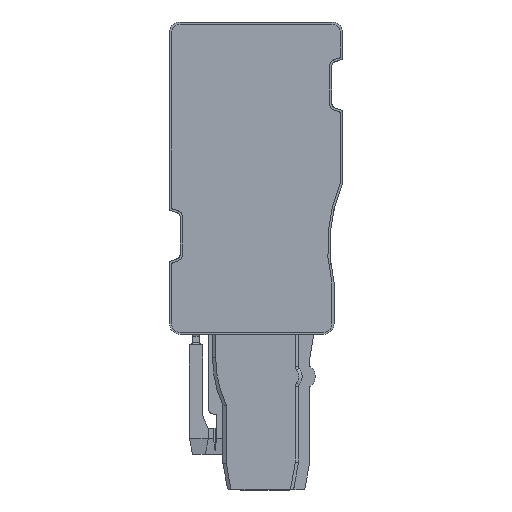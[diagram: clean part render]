
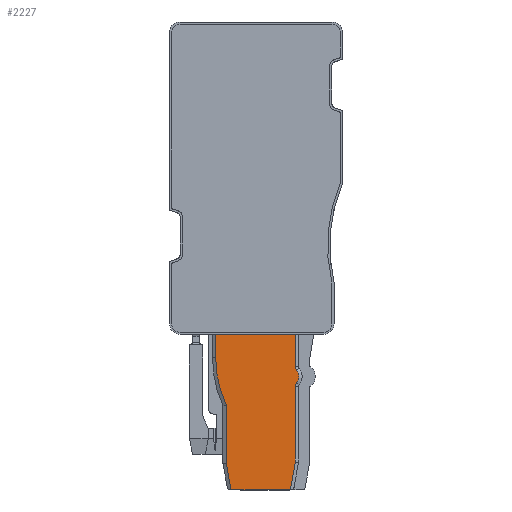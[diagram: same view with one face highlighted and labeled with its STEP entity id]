
A CAD part, left-side view. The second image highlights one B-rep face of the part: STEP entity #2227.
In plain terms, the highlighted planar face has unit normal (-1, 0, 0).
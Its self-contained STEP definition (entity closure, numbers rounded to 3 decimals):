
#506=AXIS2_PLACEMENT_3D('Circle Axis2P3D',#504,#505,$) ;
#533=AXIS2_PLACEMENT_3D('Circle Axis2P3D',#531,#532,$) ;
#556=AXIS2_PLACEMENT_3D('Circle Axis2P3D',#554,#555,$) ;
#1345=AXIS2_PLACEMENT_3D('Circle Axis2P3D',#1343,#1344,$) ;
#2199=AXIS2_PLACEMENT_3D('Plane Axis2P3D',#2196,#2197,#2198) ;
#354=CARTESIAN_POINT('Vertex',(0.7,4.971,0.)) ;
#357=CARTESIAN_POINT('Line Origine',(0.7,7.808,0.)) ;
#361=CARTESIAN_POINT('Vertex',(0.7,10.645,0.)) ;
#412=CARTESIAN_POINT('Vertex',(0.7,4.5,2.67)) ;
#415=CARTESIAN_POINT('Line Origine',(0.7,4.027,5.351)) ;
#453=CARTESIAN_POINT('Vertex',(0.7,4.5,9.862)) ;
#458=CARTESIAN_POINT('Line Origine',(0.7,4.5,7.425)) ;
#501=CARTESIAN_POINT('Vertex',(0.7,4.36,10.247)) ;
#504=CARTESIAN_POINT('Axis2P3D Location',(0.7,3.9,9.862)) ;
#528=CARTESIAN_POINT('Vertex',(0.7,4.36,11.403)) ;
#531=CARTESIAN_POINT('Axis2P3D Location',(0.7,5.05,10.825)) ;
#554=CARTESIAN_POINT('Axis2P3D Location',(0.7,3.9,11.788)) ;
#558=CARTESIAN_POINT('Vertex',(0.7,4.5,11.788)) ;
#1262=CARTESIAN_POINT('Line Origine',(0.7,11.955,7.425)) ;
#1266=CARTESIAN_POINT('Vertex',(0.7,11.1,2.578)) ;
#1303=CARTESIAN_POINT('Line Origine',(0.7,11.1,7.425)) ;
#1307=CARTESIAN_POINT('Vertex',(0.7,11.1,8.116)) ;
#1343=CARTESIAN_POINT('Axis2P3D Location',(0.7,1.4,12.633)) ;
#1347=CARTESIAN_POINT('Vertex',(0.7,12.1,12.633)) ;
#2180=CARTESIAN_POINT('Vertex',(0.7,12.1,14.85)) ;
#2183=CARTESIAN_POINT('Line Origine',(0.7,12.1,7.425)) ;
#2196=CARTESIAN_POINT('Axis2P3D Location',(0.7,7.5,14.85)) ;
#2201=CARTESIAN_POINT('Line Origine',(0.7,4.5,13.319)) ;
#2205=CARTESIAN_POINT('Vertex',(0.7,4.5,14.85)) ;
#2208=CARTESIAN_POINT('Line Origine',(0.7,8.3,14.85)) ;
#358=DIRECTION('Vector Direction',(0.,1.,0.)) ;
#416=DIRECTION('Vector Direction',(0.,-0.174,0.985)) ;
#459=DIRECTION('Vector Direction',(0.,0.,1.)) ;
#505=DIRECTION('Axis2P3D Direction',(1.,0.,0.)) ;
#532=DIRECTION('Axis2P3D Direction',(1.,0.,0.)) ;
#555=DIRECTION('Axis2P3D Direction',(1.,0.,0.)) ;
#1263=DIRECTION('Vector Direction',(0.,-0.174,-0.985)) ;
#1304=DIRECTION('Vector Direction',(0.,0.,1.)) ;
#1344=DIRECTION('Axis2P3D Direction',(1.,0.,0.)) ;
#2184=DIRECTION('Vector Direction',(0.,0.,-1.)) ;
#2197=DIRECTION('Axis2P3D Direction',(1.,0.,-0.)) ;
#2198=DIRECTION('Axis2P3D XDirection',(0.,1.,0.)) ;
#2202=DIRECTION('Vector Direction',(0.,0.,1.)) ;
#2209=DIRECTION('Vector Direction',(0.,1.,0.)) ;
#359=VECTOR('Line Direction',#358,1.) ;
#417=VECTOR('Line Direction',#416,1.) ;
#460=VECTOR('Line Direction',#459,1.) ;
#1264=VECTOR('Line Direction',#1263,1.) ;
#1305=VECTOR('Line Direction',#1304,1.) ;
#2185=VECTOR('Line Direction',#2184,1.) ;
#2203=VECTOR('Line Direction',#2202,1.) ;
#2210=VECTOR('Line Direction',#2209,1.) ;
#2214=ORIENTED_EDGE('',*,*,#2187,.F.) ;
#2215=ORIENTED_EDGE('',*,*,#1349,.F.) ;
#2216=ORIENTED_EDGE('',*,*,#1309,.F.) ;
#2217=ORIENTED_EDGE('',*,*,#1268,.F.) ;
#2218=ORIENTED_EDGE('',*,*,#363,.F.) ;
#2219=ORIENTED_EDGE('',*,*,#419,.F.) ;
#2220=ORIENTED_EDGE('',*,*,#462,.F.) ;
#2221=ORIENTED_EDGE('',*,*,#508,.F.) ;
#2222=ORIENTED_EDGE('',*,*,#535,.F.) ;
#2223=ORIENTED_EDGE('',*,*,#560,.F.) ;
#2224=ORIENTED_EDGE('',*,*,#2207,.F.) ;
#2225=ORIENTED_EDGE('',*,*,#2212,.F.) ;
#2227=ADVANCED_FACE('PartBody',(#2226),#2200,.F.) ;
#507=CIRCLE('generated circle',#506,0.6) ;
#534=CIRCLE('generated circle',#533,0.9) ;
#557=CIRCLE('generated circle',#556,0.6) ;
#1346=CIRCLE('generated circle',#1345,10.7) ;
#363=EDGE_CURVE('',#355,#362,#360,.T.) ;
#419=EDGE_CURVE('',#413,#355,#418,.F.) ;
#462=EDGE_CURVE('',#454,#413,#461,.F.) ;
#508=EDGE_CURVE('',#502,#454,#507,.F.) ;
#535=EDGE_CURVE('',#529,#502,#534,.T.) ;
#560=EDGE_CURVE('',#559,#529,#557,.F.) ;
#1268=EDGE_CURVE('',#362,#1267,#1265,.F.) ;
#1309=EDGE_CURVE('',#1267,#1308,#1306,.T.) ;
#1349=EDGE_CURVE('',#1308,#1348,#1346,.T.) ;
#2187=EDGE_CURVE('',#1348,#2181,#2186,.F.) ;
#2207=EDGE_CURVE('',#2206,#559,#2204,.F.) ;
#2212=EDGE_CURVE('',#2181,#2206,#2211,.F.) ;
#2213=EDGE_LOOP('',(#2214,#2215,#2216,#2217,#2218,#2219,#2220,#2221,#2222,#2223,#2224,#2225)) ;
#2226=FACE_OUTER_BOUND('',#2213,.T.) ;
#360=LINE('Line',#357,#359) ;
#418=LINE('Line',#415,#417) ;
#461=LINE('Line',#458,#460) ;
#1265=LINE('Line',#1262,#1264) ;
#1306=LINE('Line',#1303,#1305) ;
#2186=LINE('Line',#2183,#2185) ;
#2204=LINE('Line',#2201,#2203) ;
#2211=LINE('Line',#2208,#2210) ;
#2200=PLANE('',#2199) ;
#355=VERTEX_POINT('',#354) ;
#362=VERTEX_POINT('',#361) ;
#413=VERTEX_POINT('',#412) ;
#454=VERTEX_POINT('',#453) ;
#502=VERTEX_POINT('',#501) ;
#529=VERTEX_POINT('',#528) ;
#559=VERTEX_POINT('',#558) ;
#1267=VERTEX_POINT('',#1266) ;
#1308=VERTEX_POINT('',#1307) ;
#1348=VERTEX_POINT('',#1347) ;
#2181=VERTEX_POINT('',#2180) ;
#2206=VERTEX_POINT('',#2205) ;
